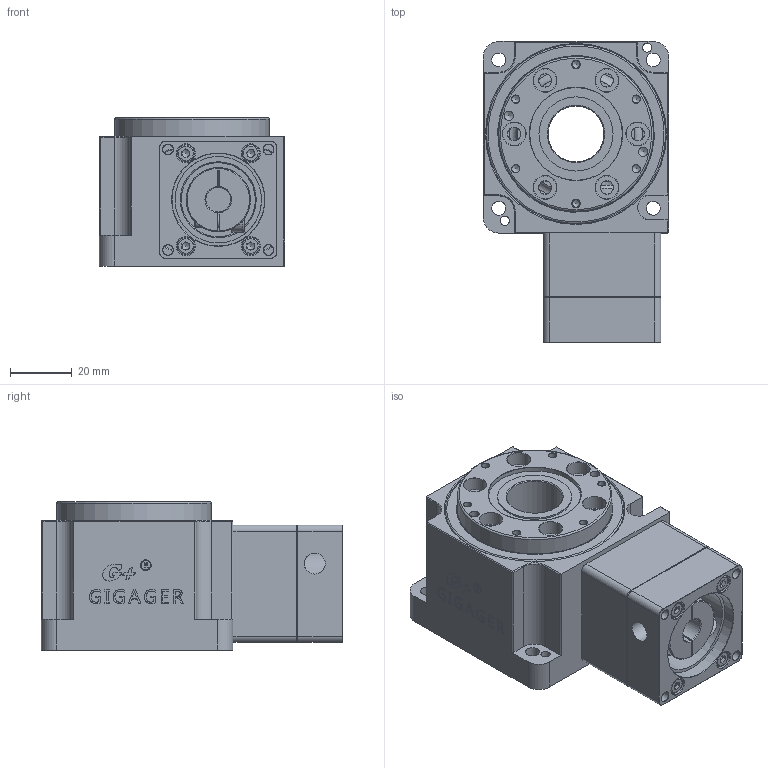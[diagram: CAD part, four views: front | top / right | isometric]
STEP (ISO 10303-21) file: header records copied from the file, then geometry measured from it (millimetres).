
FILE_DESCRIPTION (( 'STEP AP203' ), '1' );
FILE_NAME ('GSH60-30K-SV2.step', '2021-06-01T02:18:50', ( 'Microsoft' ), ( 'Microsoft' ), 'SwSTEP 2.0', 'SolidWorks 2019', '' );
FILE_SCHEMA (( 'CONFIG_CONTROL_DESIGN' ));
Length unit declared in the file: millimetre
Products named in the file (1): GSH60-30K-SV2
Bounding box: 60 x 97.5 x 48 mm (x, y, z)
Volume: 148076.9 mm3; surface area: 64676.4 mm2
Topology: 18 solids, 19 shells, 828 faces, 2022 edges, 1292 vertices
Faces by surface type: plane 383, cylinder 200, cone 128, bspline 99, torus 18
Full cylindrical faces by diameter (mm): 2.5 x20, 3 x21, 3.2 x10, 3.3 x9, 3.4 x4, 3.5 x1, 4 x1, 4.2 x13, 4.3 x6, 4.5 x4, 5.5 x10, 6 x8, 6.8 x2, 7 x1, 7.5 x6, 8 x1, 11 x1, 12 x1, 14 x1, 15 x1, 16 x1, 18 x3, 18.5 x1, 20.8 x1, 24 x2, 28 x1, 29 x1, 30 x3, 31 x2, 32.5 x1
Entity records: 26147 total; most frequent: CARTESIAN_POINT 8485, DIRECTION 3432, ORIENTED_EDGE 3300, EDGE_CURVE 1650, AXIS2_PLACEMENT_3D 1303, EDGE_LOOP 1275, VERTEX_POINT 1197, FACE_OUTER_BOUND 994
